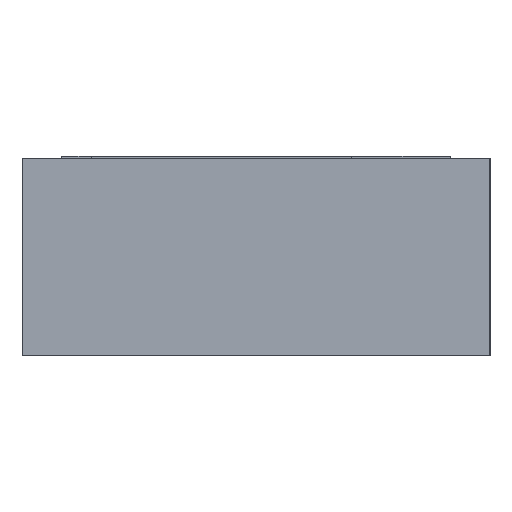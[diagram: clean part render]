
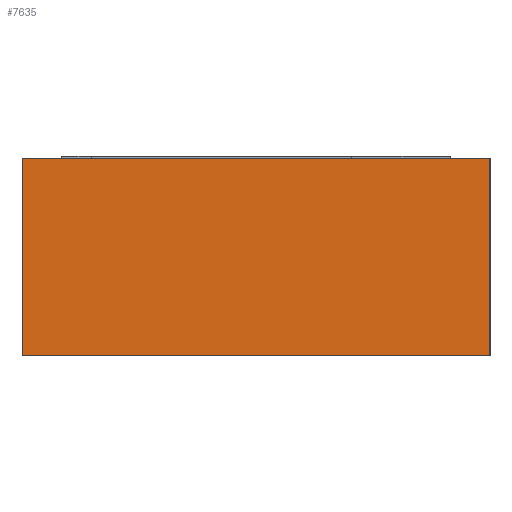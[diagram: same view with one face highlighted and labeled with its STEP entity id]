
A CAD part, left-side view. The second image highlights one B-rep face of the part: STEP entity #7635.
In plain terms, the highlighted planar face has unit normal (-1, 0, 0).
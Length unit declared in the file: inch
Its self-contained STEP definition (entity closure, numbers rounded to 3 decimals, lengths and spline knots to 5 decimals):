
#554=PLANE('',#8283);
#950=FACE_OUTER_BOUND('',#1378,.T.);
#1378=EDGE_LOOP('',(#6797,#6798,#6799,#6800));
#2243=LINE('',#14556,#2941);
#2251=LINE('',#14571,#2949);
#2252=LINE('',#14573,#2950);
#2253=LINE('',#14574,#2951);
#2941=VECTOR('',#10028,0.3937);
#2949=VECTOR('',#10040,0.3937);
#2950=VECTOR('',#10043,0.3937);
#2951=VECTOR('',#10044,0.3937);
#3693=VERTEX_POINT('',#14553);
#3694=VERTEX_POINT('',#14555);
#3698=VERTEX_POINT('',#14567);
#3699=VERTEX_POINT('',#14569);
#4741=EDGE_CURVE('',#3693,#3694,#2243,.T.);
#4749=EDGE_CURVE('',#3698,#3699,#2251,.T.);
#4750=EDGE_CURVE('',#3693,#3698,#2252,.T.);
#4751=EDGE_CURVE('',#3694,#3699,#2253,.T.);
#6797=ORIENTED_EDGE('',*,*,#4750,.T.);
#6798=ORIENTED_EDGE('',*,*,#4749,.T.);
#6799=ORIENTED_EDGE('',*,*,#4751,.F.);
#6800=ORIENTED_EDGE('',*,*,#4741,.F.);
#7635=ADVANCED_FACE('',(#950),#554,.T.);
#8283=AXIS2_PLACEMENT_3D('',#14572,#10041,#10042);
#10028=DIRECTION('',(0.,0.,1.));
#10040=DIRECTION('',(0.,0.,1.));
#10041=DIRECTION('center_axis',(-1.,0.,0.));
#10042=DIRECTION('ref_axis',(0.,-1.,0.));
#10043=DIRECTION('',(0.,-1.,0.));
#10044=DIRECTION('',(0.,-1.,0.));
#14553=CARTESIAN_POINT('',(0.,2.37,0.));
#14555=CARTESIAN_POINT('',(0.,2.37,1.));
#14556=CARTESIAN_POINT('',(0.,2.37,0.));
#14567=CARTESIAN_POINT('',(0.,0.,0.));
#14569=CARTESIAN_POINT('',(0.,0.,1.));
#14571=CARTESIAN_POINT('',(0.,0.,0.));
#14572=CARTESIAN_POINT('Origin',(0.,2.37,0.));
#14573=CARTESIAN_POINT('',(0.,2.37,0.));
#14574=CARTESIAN_POINT('',(0.,2.37,1.));
